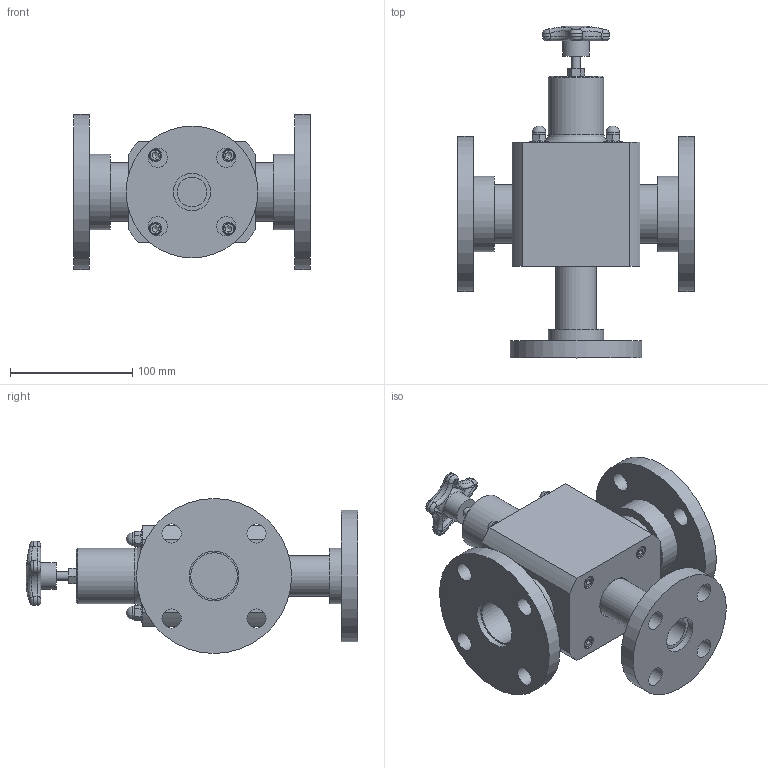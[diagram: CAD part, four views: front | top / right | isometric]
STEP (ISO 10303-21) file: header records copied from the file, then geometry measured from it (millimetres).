
FILE_DESCRIPTION((''),'2;1');
FILE_NAME('TVPF15-PP-G_R0.ipt.stp','2017-04-04T12:14:44',(''),(''),'Autodesk Inventor 2009','Autodesk Inventor 2009','');
FILE_SCHEMA(('AUTOMOTIVE_DESIGN { 1 0 10303 214 1 1 1 1 }'));
Length unit declared in the file: inch
Products named in the file (1): TVPF15-PP-G_R0
Bounding box: 193.68 x 271.87 x 127 mm (x, y, z)
Volume: 1406935.8 mm3; surface area: 190764.9 mm2
Topology: 1 solids, 5 shells, 398 faces, 923 edges, 571 vertices
Faces by surface type: plane 165, bspline 105, cylinder 76, cone 20, sphere 17, torus 15
Full cylindrical faces by diameter (mm): 4.445 x4, 7.442 x1, 9.525 x4, 10.998 x4, 15.748 x8, 15.875 x8, 22.098 x1, 24.308 x1, 30.607 x1, 33.401 x1, 38.1 x2, 40.64 x2, 45.72 x2, 48.26 x2, 62.23 x2, 107.95 x1, 127 x2
Entity records: 15371 total; most frequent: CARTESIAN_POINT 6864, ORIENTED_EDGE 1666, DIRECTION 1584, EDGE_CURVE 833, AXIS2_PLACEMENT_3D 680, VERTEX_POINT 560, EDGE_LOOP 537, FACE_OUTER_BOUND 398
